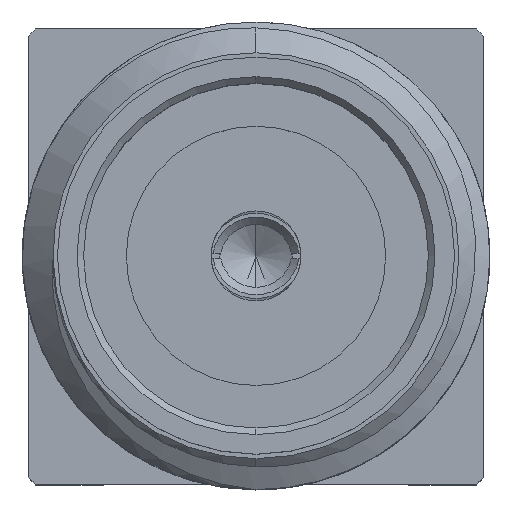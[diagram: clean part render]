
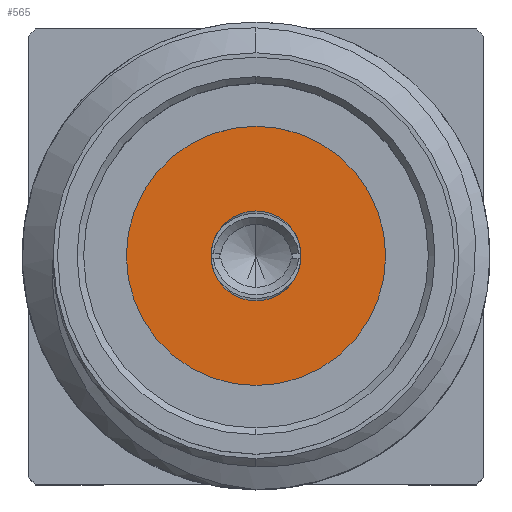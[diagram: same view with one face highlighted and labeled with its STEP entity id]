
A CAD part, top view. The second image highlights one B-rep face of the part: STEP entity #565.
In plain terms, the highlighted planar face has unit normal (0, 0, 1).
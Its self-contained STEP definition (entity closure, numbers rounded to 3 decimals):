
#78=PLANE('',#1929);
#103=FACE_BOUND('',#771,.T.);
#104=FACE_BOUND('',#772,.T.);
#459=CIRCLE('',#1866,1.73);
#480=CIRCLE('',#1926,1.73);
#481=CIRCLE('',#1927,0.6);
#482=CIRCLE('',#1928,0.6);
#565=ADVANCED_FACE('',(#103,#104),#78,.T.);
#771=EDGE_LOOP('',(#1120,#1121));
#772=EDGE_LOOP('',(#1122,#1123));
#1120=ORIENTED_EDGE('',*,*,#1603,.T.);
#1121=ORIENTED_EDGE('',*,*,#1710,.T.);
#1122=ORIENTED_EDGE('',*,*,#1711,.T.);
#1123=ORIENTED_EDGE('',*,*,#1712,.T.);
#1420=VERTEX_POINT('',#7590);
#1421=VERTEX_POINT('',#7591);
#1486=VERTEX_POINT('',#7803);
#1487=VERTEX_POINT('',#7804);
#1603=EDGE_CURVE('',#1420,#1421,#459,.T.);
#1710=EDGE_CURVE('',#1421,#1420,#480,.T.);
#1711=EDGE_CURVE('',#1486,#1487,#481,.T.);
#1712=EDGE_CURVE('',#1487,#1486,#482,.T.);
#1866=AXIS2_PLACEMENT_3D('',#7589,#2096,#2097);
#1926=AXIS2_PLACEMENT_3D('',#7801,#2302,#2303);
#1927=AXIS2_PLACEMENT_3D('',#7802,#2304,#2305);
#1928=AXIS2_PLACEMENT_3D('',#7805,#2306,#2307);
#1929=AXIS2_PLACEMENT_3D('',#7806,#2308,#2309);
#2096=DIRECTION('',(0.,0.,1.));
#2097=DIRECTION('',(0.,-1.,0.));
#2302=DIRECTION('',(0.,0.,1.));
#2303=DIRECTION('',(0.,-1.,0.));
#2304=DIRECTION('',(0.,0.,-1.));
#2305=DIRECTION('',(0.,-1.,0.));
#2306=DIRECTION('',(0.,0.,-1.));
#2307=DIRECTION('',(0.,-1.,0.));
#2308=DIRECTION('',(0.,0.,1.));
#2309=DIRECTION('',(0.,-1.,0.));
#7589=CARTESIAN_POINT('',(0.,0.,7.24));
#7590=CARTESIAN_POINT('',(0.,1.73,7.24));
#7591=CARTESIAN_POINT('',(0.,-1.73,7.24));
#7801=CARTESIAN_POINT('',(0.,0.,7.24));
#7802=CARTESIAN_POINT('',(0.,0.,7.24));
#7803=CARTESIAN_POINT('',(0.,0.6,7.24));
#7804=CARTESIAN_POINT('',(0.,-0.6,7.24));
#7805=CARTESIAN_POINT('',(0.,0.,7.24));
#7806=CARTESIAN_POINT('',(0.,1.167,7.24));
